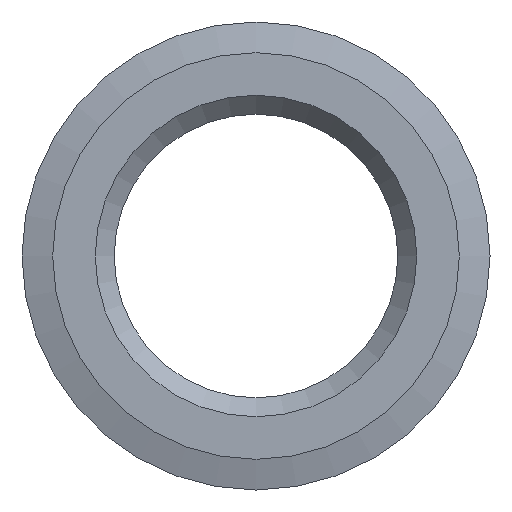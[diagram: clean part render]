
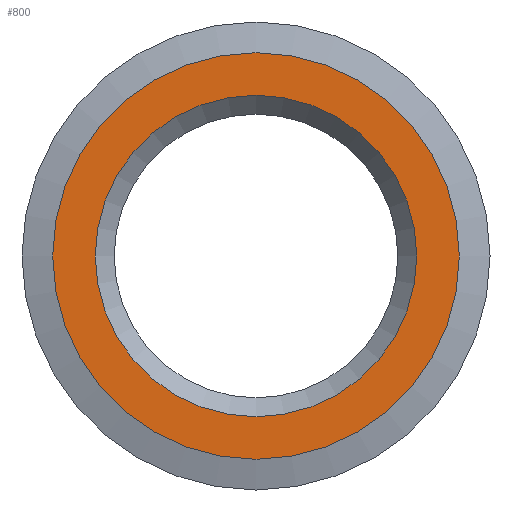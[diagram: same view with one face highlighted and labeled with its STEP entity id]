
A CAD part, left-side view. The second image highlights one B-rep face of the part: STEP entity #800.
In plain terms, the highlighted planar face has unit normal (-1, 0, 0).
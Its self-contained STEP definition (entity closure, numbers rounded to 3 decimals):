
#25=FACE_BOUND('',#91,.T.);
#30=PLANE('',#873);
#50=FACE_OUTER_BOUND('',#90,.T.);
#90=EDGE_LOOP('',(#522,#523));
#91=EDGE_LOOP('',(#524));
#186=CIRCLE('',#868,17.);
#190=CIRCLE('',#874,21.5);
#191=CIRCLE('',#875,21.5);
#286=VERTEX_POINT('',#1328);
#290=VERTEX_POINT('',#1340);
#291=VERTEX_POINT('',#1341);
#379=EDGE_CURVE('',#286,#286,#186,.T.);
#385=EDGE_CURVE('',#290,#291,#190,.T.);
#386=EDGE_CURVE('',#291,#290,#191,.T.);
#522=ORIENTED_EDGE('',*,*,#385,.T.);
#523=ORIENTED_EDGE('',*,*,#386,.T.);
#524=ORIENTED_EDGE('',*,*,#379,.F.);
#800=ADVANCED_FACE('',(#50,#25),#30,.T.);
#868=AXIS2_PLACEMENT_3D('',#1329,#1028,#1029);
#873=AXIS2_PLACEMENT_3D('',#1339,#1040,#1041);
#874=AXIS2_PLACEMENT_3D('',#1342,#1042,#1043);
#875=AXIS2_PLACEMENT_3D('',#1343,#1044,#1045);
#1028=DIRECTION('center_axis',(-1.,0.,0.));
#1029=DIRECTION('ref_axis',(0.,0.,-1.));
#1040=DIRECTION('center_axis',(-1.,0.,0.));
#1041=DIRECTION('ref_axis',(0.,0.,1.));
#1042=DIRECTION('center_axis',(-1.,0.,0.));
#1043=DIRECTION('ref_axis',(0.,1.,0.));
#1044=DIRECTION('center_axis',(-1.,0.,0.));
#1045=DIRECTION('ref_axis',(0.,1.,0.));
#1328=CARTESIAN_POINT('',(0.,0.,17.));
#1329=CARTESIAN_POINT('Origin',(0.,0.,0.));
#1339=CARTESIAN_POINT('Origin',(0.,0.,0.));
#1340=CARTESIAN_POINT('',(0.,21.5,0.));
#1341=CARTESIAN_POINT('',(0.,-21.5,0.));
#1342=CARTESIAN_POINT('Origin',(0.,0.,0.));
#1343=CARTESIAN_POINT('Origin',(0.,0.,0.));
